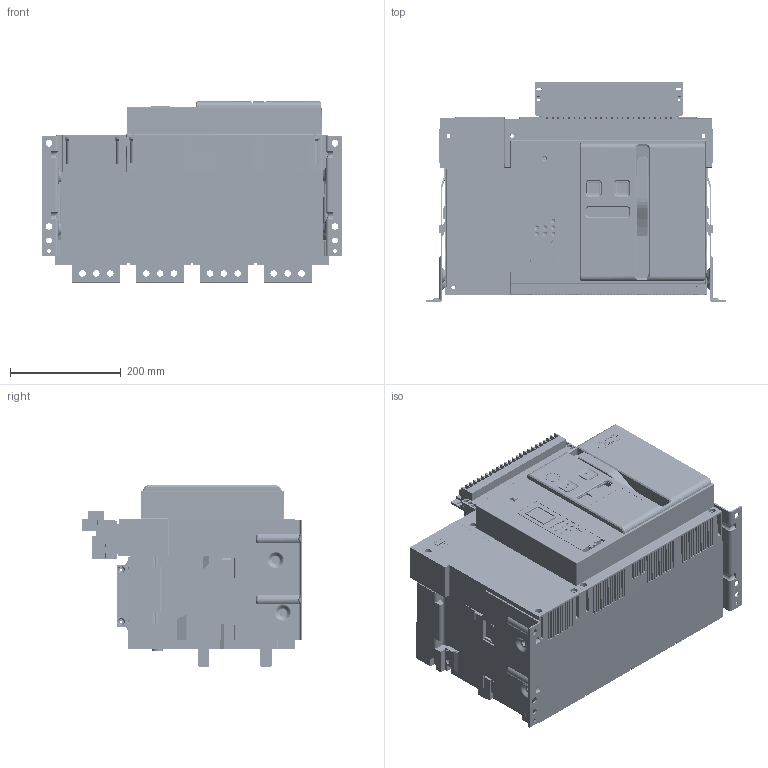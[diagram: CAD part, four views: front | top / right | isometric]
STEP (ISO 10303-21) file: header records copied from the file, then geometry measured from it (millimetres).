
FILE_DESCRIPTION((''),'2;1');
FILE_NAME('CDW3-2500N_4PGD_2_ASM','2020-06-14T',('li.xiong'),(''),'PRO/ENGINEER BY PARAMETRIC TECHNOLOGY CORPORATION, 2015440','PRO/ENGINEER BY PARAMETRIC TECHNOLOGY CORPORATION, 2015440','');
FILE_SCHEMA(('CONFIG_CONTROL_DESIGN'));
Products named in the file (13): BREP_WITH_VOIDS_203015; MANIFOLD_SOLID_BREP_203429; MANIFOLD_SOLID_BREP_204705; MANIFOLD_SOLID_BREP_208932; MANIFOLD_SOLID_BREP_210208; MANIFOLD_SOLID_BREP_210622; MANIFOLD_SOLID_BREP_214836; MANIFOLD_SOLID_BREP_216112; MANIFOLD_SOLID_BREP_216526; MANIFOLD_SOLID_BREP_216940; MANIFOLD_SOLID_BREP_218216; MANIFOLD_SOLID_BREP_263869; CDW3-2500N_4PGD_2_ASM
Assembly tree (12 placements, depth 2):
  CDW3-2500N_4PGD_2_ASM
    BREP_WITH_VOIDS_203015
    MANIFOLD_SOLID_BREP_203429
    MANIFOLD_SOLID_BREP_204705
    MANIFOLD_SOLID_BREP_208932
    MANIFOLD_SOLID_BREP_210208
    MANIFOLD_SOLID_BREP_210622
    MANIFOLD_SOLID_BREP_214836
    MANIFOLD_SOLID_BREP_216112
    MANIFOLD_SOLID_BREP_216526
    MANIFOLD_SOLID_BREP_216940
    MANIFOLD_SOLID_BREP_218216
    MANIFOLD_SOLID_BREP_263869
Bounding box: 541.68 x 397.49 x 328.3 mm (x, y, z)
Volume: 35017113.7 mm3; surface area: 2690631.8 mm2
Topology: 12 solids, 17 shells, 7590 faces, 21842 edges, 14294 vertices
Faces by surface type: plane 5872, cylinder 1279, cone 202, torus 139, bspline 64, extrusion 19, sphere 15
Entity records: 259679 total; most frequent: CARTESIAN_POINT 57245, ORIENTED_EDGE 43646, DIRECTION 39946, EDGE_CURVE 21823, VECTOR 17590, LINE 17571, VERTEX_POINT 14294, AXIS2_PLACEMENT_3D 11178
